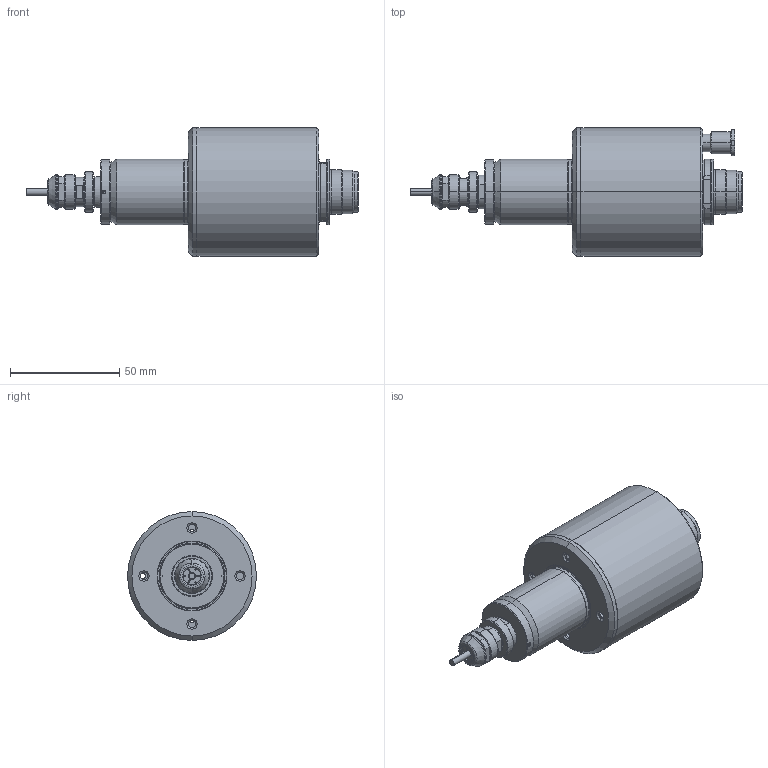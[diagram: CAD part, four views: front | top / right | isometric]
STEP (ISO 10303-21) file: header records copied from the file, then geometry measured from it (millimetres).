
FILE_DESCRIPTION (( 'STEP AP214' ), '1' );
FILE_NAME ('NR3060-AQC(QC3-K使用時)_color.STEP', '2023-03-09T09:10:06', ( '' ), ( '' ), 'SwSTEP 2.0', 'SolidWorks 2021', '' );
FILE_SCHEMA (( 'AUTOMOTIVE_DESIGN' ));
Length unit declared in the file: millimetre
Products named in the file (1): NR3060-AQC(QC3-K使用時)_color
Bounding box: 152.07 x 59 x 59 mm (x, y, z)
Volume: 47777.9 mm3; surface area: 48455.2 mm2
Topology: 13 solids, 13 shells, 555 faces, 1304 edges, 801 vertices
Faces by surface type: cylinder 213, cone 174, plane 138, torus 24, bspline 6
Entity records: 17224 total; most frequent: CARTESIAN_POINT 4009, DIRECTION 2917, ORIENTED_EDGE 2600, EDGE_CURVE 1300, AXIS2_PLACEMENT_3D 1208, VERTEX_POINT 801, CIRCLE 658, EDGE_LOOP 631
